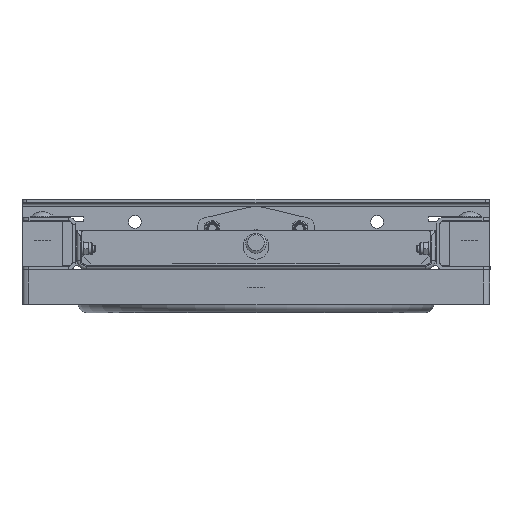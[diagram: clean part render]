
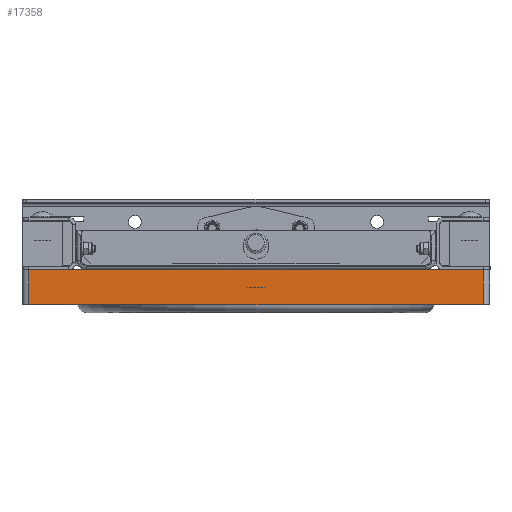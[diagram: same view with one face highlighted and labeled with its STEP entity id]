
A CAD part, front view. The second image highlights one B-rep face of the part: STEP entity #17358.
In plain terms, the highlighted planar face has unit normal (0, -1, 0).
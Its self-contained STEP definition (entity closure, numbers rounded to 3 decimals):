
#706 = ORIENTED_EDGE ( 'NONE', *, *, #35109, .F. ) ;
#738 = FACE_OUTER_BOUND ( 'NONE', #20003, .T. ) ;
#810 = CARTESIAN_POINT ( 'NONE',  ( 195., 0., 30. ) ) ;
#1352 = VECTOR ( 'NONE', #37201, 1000. ) ;
#3270 = EDGE_CURVE ( 'NONE', #9970, #13902, #24740, .T. ) ;
#9970 = VERTEX_POINT ( 'NONE', #810 ) ;
#10021 = DIRECTION ( 'NONE',  ( 0., -1., 0. ) ) ;
#11136 = DIRECTION ( 'NONE',  ( -1., 0., 0. ) ) ;
#13902 = VERTEX_POINT ( 'NONE', #27283 ) ;
#14295 = EDGE_CURVE ( 'NONE', #13902, #21292, #14978, .T. ) ;
#14370 = DIRECTION ( 'NONE',  ( 0., 0., -1. ) ) ;
#14978 = LINE ( 'NONE', #20992, #15755 ) ;
#15326 = DIRECTION ( 'NONE',  ( -1., 0., 0. ) ) ;
#15513 = CARTESIAN_POINT ( 'NONE',  ( 201., 0., 30. ) ) ;
#15755 = VECTOR ( 'NONE', #14370, 1000. ) ;
#16022 = ORIENTED_EDGE ( 'NONE', *, *, #28790, .T. ) ;
#16629 = VECTOR ( 'NONE', #15326, 1000. ) ;
#17007 = ORIENTED_EDGE ( 'NONE', *, *, #3270, .T. ) ;
#17165 = LINE ( 'NONE', #23980, #38992 ) ;
#17358 = ADVANCED_FACE ( 'NONE', ( #738 ), #25287, .T. ) ;
#17587 = ORIENTED_EDGE ( 'NONE', *, *, #14295, .T. ) ;
#17703 = CARTESIAN_POINT ( 'NONE',  ( 195., 0., 30. ) ) ;
#20003 = EDGE_LOOP ( 'NONE', ( #706, #16022, #17007, #17587 ) ) ;
#20203 = AXIS2_PLACEMENT_3D ( 'NONE', #37624, #10021, #22287 ) ;
#20910 = CARTESIAN_POINT ( 'NONE',  ( -195., 0., 0. ) ) ;
#20992 = CARTESIAN_POINT ( 'NONE',  ( -195., 0., 30. ) ) ;
#21292 = VERTEX_POINT ( 'NONE', #20910 ) ;
#22287 = DIRECTION ( 'NONE',  ( 1., 0., 0. ) ) ;
#23980 = CARTESIAN_POINT ( 'NONE',  ( 201., 0., 0. ) ) ;
#24740 = LINE ( 'NONE', #15513, #16629 ) ;
#25287 = PLANE ( 'NONE',  #20203 ) ;
#26189 = CARTESIAN_POINT ( 'NONE',  ( 195., 0., 0. ) ) ;
#27283 = CARTESIAN_POINT ( 'NONE',  ( -195., 0., 30. ) ) ;
#27447 = VERTEX_POINT ( 'NONE', #26189 ) ;
#28790 = EDGE_CURVE ( 'NONE', #27447, #9970, #34349, .T. ) ;
#34349 = LINE ( 'NONE', #17703, #1352 ) ;
#35109 = EDGE_CURVE ( 'NONE', #27447, #21292, #17165, .T. ) ;
#37201 = DIRECTION ( 'NONE',  ( 0., 0., 1. ) ) ;
#37624 = CARTESIAN_POINT ( 'NONE',  ( 201., 0., 30. ) ) ;
#38992 = VECTOR ( 'NONE', #11136, 1000. ) ;
